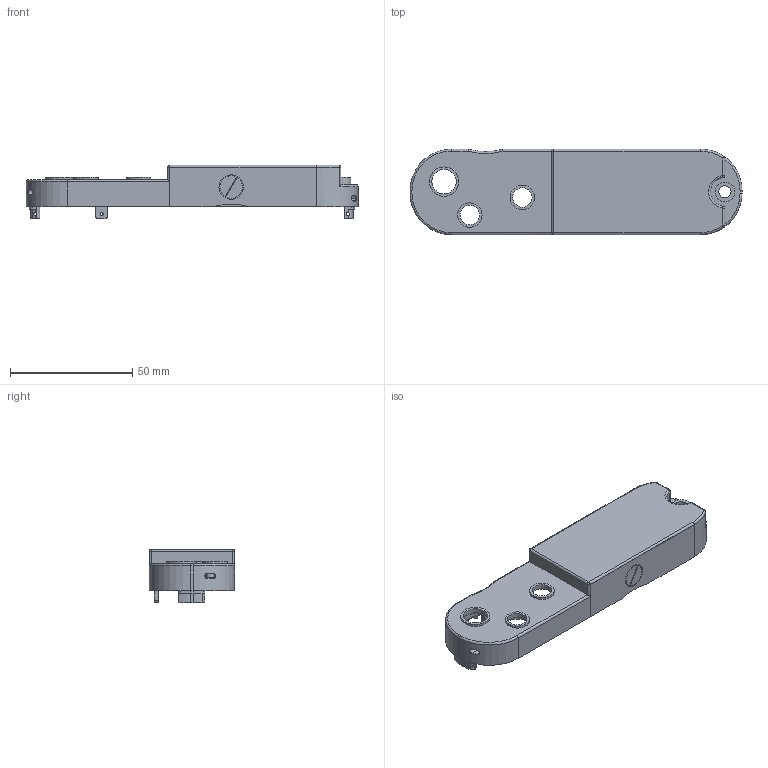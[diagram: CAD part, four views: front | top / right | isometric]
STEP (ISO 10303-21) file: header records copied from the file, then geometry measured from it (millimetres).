
FILE_DESCRIPTION(/* description */ ('','CAx-IF Rec.Pracs.---Representation and Presentation of Product Manufacturing Information (PMI)---4.0---2014-10-13'),/* implementation_level */ '2;1');
FILE_NAME(/* name */ 'Top.step',/* time_stamp */ '2025-03-23T15:20:02+02:00',/* author */ (''),/* organization */ (''),/* preprocessor_version */ 'ST-DEVELOPER v20',/* originating_system */ 'Autodesk Translation Framework v13.20.0.188',/* authorisation */ '');
FILE_SCHEMA (('AP242_MANAGED_MODEL_BASED_3D_ENGINEERING_MIM_LF { 1 0 10303 442 1 1 4 }'));
Length unit declared in the file: millimetre
Products named in the file (1): Top
Bounding box: 136 x 35.1 x 22 mm (x, y, z)
Volume: 14856.2 mm3; surface area: 18626.9 mm2
Topology: 1 solids, 1 shells, 297 faces, 769 edges, 497 vertices
Faces by surface type: cylinder 138, plane 127, bspline 14, torus 8, sphere 6, cone 4
Full cylindrical faces by diameter (mm): 1.25 x13, 3 x6, 5 x1, 7 x1, 8 x3, 10 x4, 12 x1
Entity records: 10000 total; most frequent: CARTESIAN_POINT 2507, DIRECTION 1594, ORIENTED_EDGE 1538, EDGE_CURVE 769, AXIS2_PLACEMENT_3D 587, VERTEX_POINT 497, LINE 420, VECTOR 420
